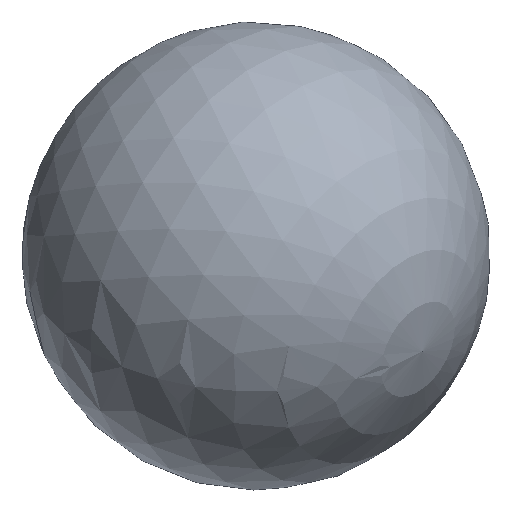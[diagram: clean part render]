
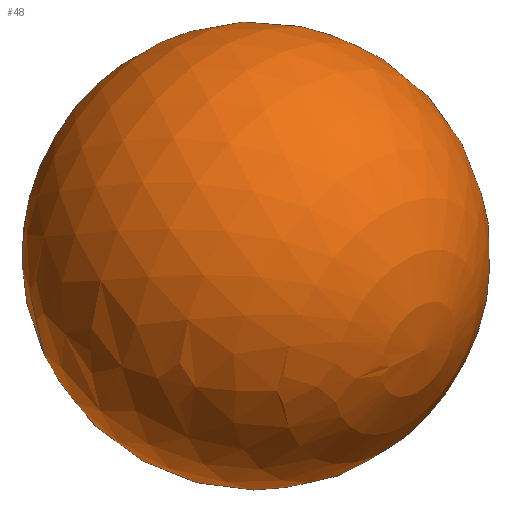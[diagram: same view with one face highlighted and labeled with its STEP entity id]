
A CAD part, isometric view. The second image highlights one B-rep face of the part: STEP entity #48.
In plain terms, the highlighted spherical face has radius 4.8 mm.
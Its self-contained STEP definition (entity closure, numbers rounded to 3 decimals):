
#48=ADVANCED_FACE('',(),#57,.T.);
#57=SPHERICAL_SURFACE('',#58,4.8);
#58=AXIS2_PLACEMENT_3D('',#59,#60,#61);
#59=CARTESIAN_POINT('',(0.,0.,0.));
#60=DIRECTION('',(0.,1.,0.));
#61=DIRECTION('',(-1.,0.,0.));
